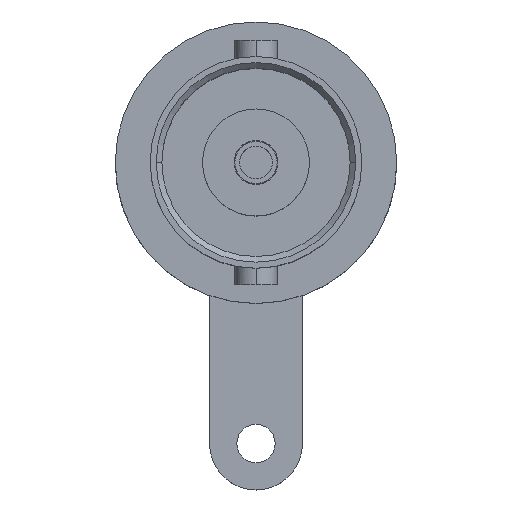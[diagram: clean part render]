
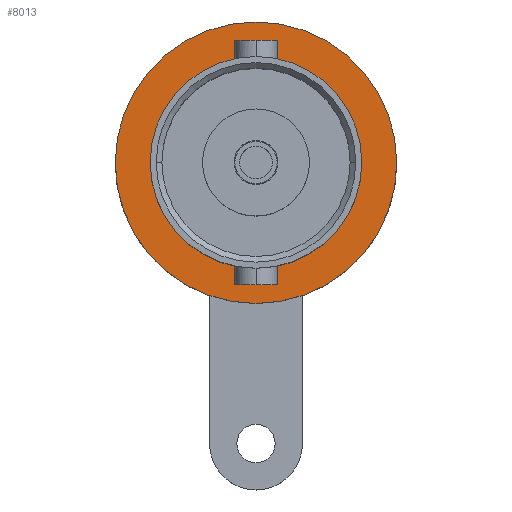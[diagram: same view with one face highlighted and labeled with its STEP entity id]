
A CAD part, top view. The second image highlights one B-rep face of the part: STEP entity #8013.
In plain terms, the highlighted planar face has unit normal (0, 0, 1).
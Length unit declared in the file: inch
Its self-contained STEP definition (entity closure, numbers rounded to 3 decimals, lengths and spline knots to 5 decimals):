
#4268 = CARTESIAN_POINT ( 'NONE',  ( 0.25, 0., -0.0155 ) ) ;
#4269 = CARTESIAN_POINT ( 'NONE',  ( -0.25, 0., -0.0155 ) ) ;
#4270 = DIRECTION ( 'NONE',  ( -1., 0., 0. ) ) ;
#4271 = DIRECTION ( 'NONE',  ( 0., 0., -1. ) ) ;
#4272 = CARTESIAN_POINT ( 'NONE',  ( 0., 0., -0.0155 ) ) ;
#4273 = AXIS2_PLACEMENT_3D ( 'NONE', #4272, #4271, #4270 ) ;
#4274 = CIRCLE ( 'NONE', #4273, 0.25 ) ;
#4296 = CARTESIAN_POINT ( 'NONE',  ( -0.188, 0., -0.0155 ) ) ;
#4340 = CARTESIAN_POINT ( 'NONE',  ( 0.188, 0., -0.0155 ) ) ;
#4375 = DIRECTION ( 'NONE',  ( 0., 0., -1. ) ) ;
#4376 = CARTESIAN_POINT ( 'NONE',  ( 0., 0., -0.0155 ) ) ;
#4377 = AXIS2_PLACEMENT_3D ( 'NONE', #4376, #4375, #4437 ) ;
#4378 = CIRCLE ( 'NONE', #4377, 0.188 ) ;
#4437 = DIRECTION ( 'NONE',  ( -1., 0., 0. ) ) ;
#5267 = AXIS2_PLACEMENT_3D ( 'NONE', #5321, #5320, #5319 ) ;
#5268 = PLANE ( 'NONE',  #5267 ) ;
#5269 = FACE_BOUND ( 'NONE', #8026, .T. ) ;
#5270 = FACE_OUTER_BOUND ( 'NONE', #8033, .T. ) ;
#5271 = DIRECTION ( 'NONE',  ( -1., 0., 0. ) ) ;
#5272 = DIRECTION ( 'NONE',  ( 0., 0., -1. ) ) ;
#5273 = AXIS2_PLACEMENT_3D ( 'NONE', #5279, #5272, #5271 ) ;
#5274 = CIRCLE ( 'NONE', #5273, 0.188 ) ;
#5279 = CARTESIAN_POINT ( 'NONE',  ( 0., 0., -0.0155 ) ) ;
#5319 = DIRECTION ( 'NONE',  ( -1., 0., 0. ) ) ;
#5320 = DIRECTION ( 'NONE',  ( 0., 0., -1. ) ) ;
#5321 = CARTESIAN_POINT ( 'NONE',  ( 0.25, 0., -0.0155 ) ) ;
#5340 = DIRECTION ( 'NONE',  ( -1., 0., 0. ) ) ;
#5341 = DIRECTION ( 'NONE',  ( 0., 0., -1. ) ) ;
#5342 = CARTESIAN_POINT ( 'NONE',  ( 0., 0., -0.0155 ) ) ;
#5343 = AXIS2_PLACEMENT_3D ( 'NONE', #5342, #5341, #5340 ) ;
#5344 = CIRCLE ( 'NONE', #5343, 0.25 ) ;
#7398 = EDGE_CURVE ( 'NONE', #7402, #7417, #4274, .T. ) ;
#7402 = VERTEX_POINT ( 'NONE', #4269 ) ;
#7417 = VERTEX_POINT ( 'NONE', #4268 ) ;
#7592 = VERTEX_POINT ( 'NONE', #4296 ) ;
#7605 = VERTEX_POINT ( 'NONE', #4340 ) ;
#7654 = EDGE_CURVE ( 'NONE', #7592, #7605, #4378, .T. ) ;
#8007 = ORIENTED_EDGE ( 'NONE', *, *, #8008, .T. ) ;
#8008 = EDGE_CURVE ( 'NONE', #7605, #7592, #5274, .T. ) ;
#8013 = ADVANCED_FACE ( 'NONE', ( #5270, #5269 ), #5268, .F. ) ;
#8018 = ORIENTED_EDGE ( 'NONE', *, *, #8041, .F. ) ;
#8026 = EDGE_LOOP ( 'NONE', ( #8032, #8007 ) ) ;
#8032 = ORIENTED_EDGE ( 'NONE', *, *, #7654, .T. ) ;
#8033 = EDGE_LOOP ( 'NONE', ( #8034, #8018 ) ) ;
#8034 = ORIENTED_EDGE ( 'NONE', *, *, #7398, .F. ) ;
#8041 = EDGE_CURVE ( 'NONE', #7417, #7402, #5344, .T. ) ;
